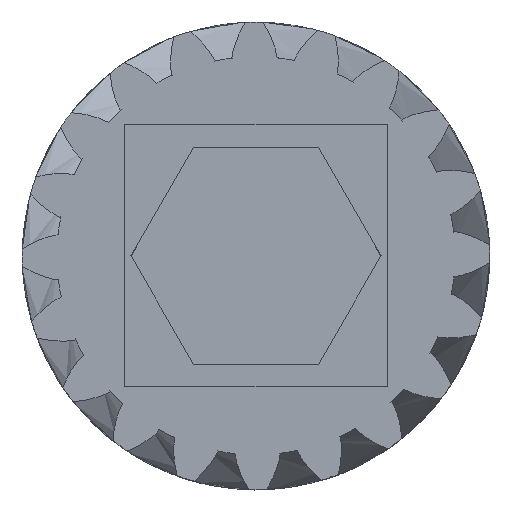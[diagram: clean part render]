
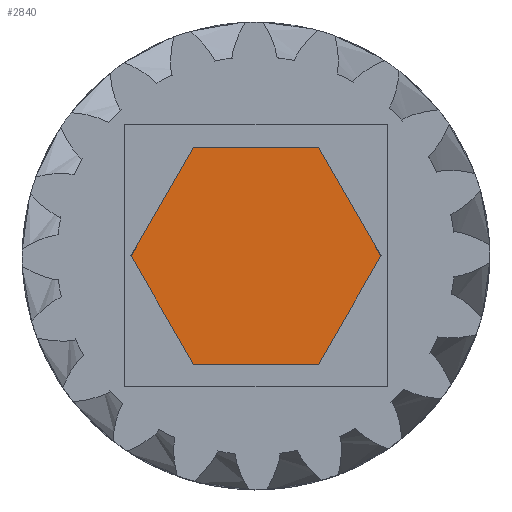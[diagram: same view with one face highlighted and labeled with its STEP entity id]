
A CAD part, top view. The second image highlights one B-rep face of the part: STEP entity #2840.
In plain terms, the highlighted planar face has unit normal (0, 0, 1).
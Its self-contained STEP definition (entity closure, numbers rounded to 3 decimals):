
#627=FACE_OUTER_BOUND('',#783,.T.);
#783=EDGE_LOOP('',(#1857,#1858,#1859,#1860,#1861,#1862));
#938=LINE('',#3459,#969);
#942=LINE('',#3466,#973);
#945=LINE('',#3472,#976);
#948=LINE('',#3478,#979);
#951=LINE('',#3484,#982);
#953=LINE('',#3487,#984);
#969=VECTOR('',#3148,10.);
#973=VECTOR('',#3154,10.);
#976=VECTOR('',#3159,10.);
#979=VECTOR('',#3164,10.);
#982=VECTOR('',#3169,10.);
#984=VECTOR('',#3173,10.);
#1000=VERTEX_POINT('',#3456);
#1001=VERTEX_POINT('',#3458);
#1003=VERTEX_POINT('',#3464);
#1005=VERTEX_POINT('',#3470);
#1007=VERTEX_POINT('',#3476);
#1009=VERTEX_POINT('',#3482);
#1342=EDGE_CURVE('',#1000,#1001,#938,.T.);
#1346=EDGE_CURVE('',#1003,#1000,#942,.T.);
#1349=EDGE_CURVE('',#1005,#1003,#945,.T.);
#1352=EDGE_CURVE('',#1007,#1005,#948,.T.);
#1355=EDGE_CURVE('',#1009,#1007,#951,.T.);
#1357=EDGE_CURVE('',#1001,#1009,#953,.T.);
#1857=ORIENTED_EDGE('',*,*,#1357,.F.);
#1858=ORIENTED_EDGE('',*,*,#1342,.F.);
#1859=ORIENTED_EDGE('',*,*,#1346,.F.);
#1860=ORIENTED_EDGE('',*,*,#1349,.F.);
#1861=ORIENTED_EDGE('',*,*,#1352,.F.);
#1862=ORIENTED_EDGE('',*,*,#1355,.F.);
#2825=PLANE('',#3010);
#2840=ADVANCED_FACE('',(#627),#2825,.F.);
#3010=AXIS2_PLACEMENT_3D('',#3488,#3174,#3175);
#3148=DIRECTION('',(-1.,0.,0.));
#3154=DIRECTION('',(-0.5,-0.866,0.));
#3159=DIRECTION('',(0.5,-0.866,0.));
#3164=DIRECTION('',(1.,0.,0.));
#3169=DIRECTION('',(0.5,0.866,0.));
#3173=DIRECTION('',(-0.5,0.866,0.));
#3174=DIRECTION('center_axis',(0.,0.,-1.));
#3175=DIRECTION('ref_axis',(-1.,0.,0.));
#3456=CARTESIAN_POINT('',(4.05,-7.015,-1.1));
#3458=CARTESIAN_POINT('',(-4.05,-7.015,-1.1));
#3459=CARTESIAN_POINT('',(4.05,-7.015,-1.1));
#3464=CARTESIAN_POINT('',(8.1,0.,-1.1));
#3466=CARTESIAN_POINT('',(8.1,0.,-1.1));
#3470=CARTESIAN_POINT('',(4.05,7.015,-1.1));
#3472=CARTESIAN_POINT('',(4.05,7.015,-1.1));
#3476=CARTESIAN_POINT('',(-4.05,7.015,-1.1));
#3478=CARTESIAN_POINT('',(-4.05,7.015,-1.1));
#3482=CARTESIAN_POINT('',(-8.1,0.,-1.1));
#3484=CARTESIAN_POINT('',(-8.1,0.,-1.1));
#3487=CARTESIAN_POINT('',(-4.05,-7.015,-1.1));
#3488=CARTESIAN_POINT('Origin',(0.,0.,-1.1));
